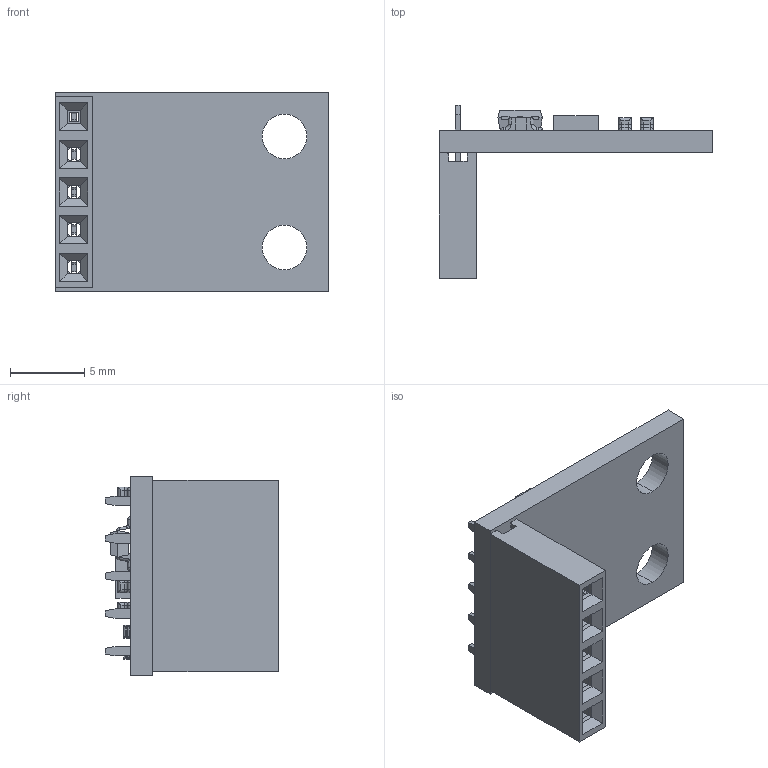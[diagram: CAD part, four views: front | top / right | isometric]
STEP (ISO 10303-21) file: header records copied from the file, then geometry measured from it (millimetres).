
FILE_DESCRIPTION (( 'STEP AP214' ), '1' );
FILE_NAME ('GY-273 - HMC5883L compass board.STEP', '2020-08-24T00:27:34', ( '' ), ( '' ), 'SwSTEP 2.0', 'SolidWorks 2018', '' );
FILE_SCHEMA (( 'AUTOMOTIVE_DESIGN' ));
Length unit declared in the file: millimetre
Products named in the file (1): GY-273 - HMC5883L compass board
Bounding box: 18.5 x 11.7 x 13.5 mm (x, y, z)
Surface area: 1351.5 mm2 (no closed solid volume)
Topology: 0 solids, 11 shells, 467 faces, 1385 edges, 850 vertices
Faces by surface type: plane 242, cylinder 151, sphere 40, torus 28, bspline 6
Entity records: 20201 total; most frequent: CARTESIAN_POINT 3185, DIRECTION 2471, ORIENTED_EDGE 2288, EDGE_CURVE 1345, VECTOR 911, LINE 911, VERTEX_POINT 850, AXIS2_PLACEMENT_3D 780
